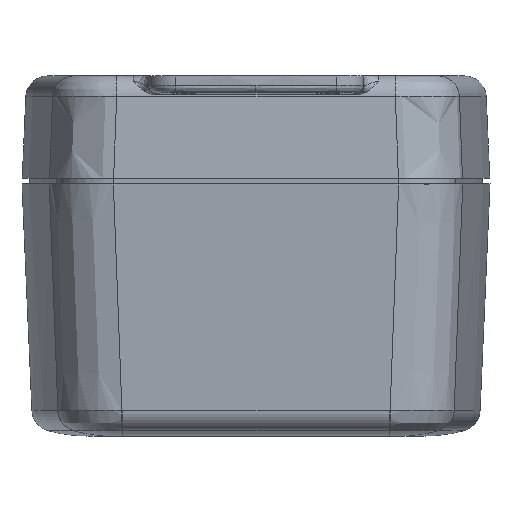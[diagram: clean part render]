
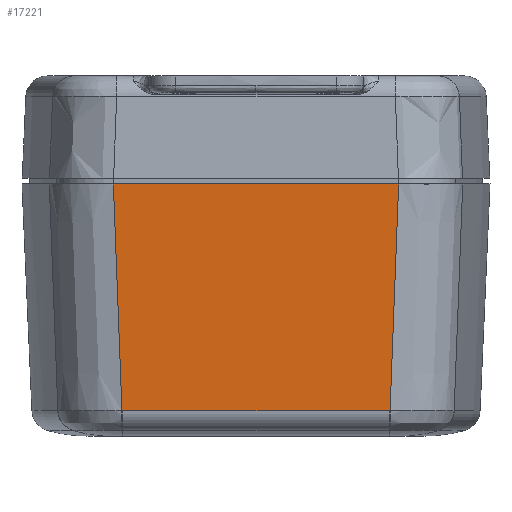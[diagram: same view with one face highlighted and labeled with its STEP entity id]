
A CAD part, left-side view. The second image highlights one B-rep face of the part: STEP entity #17221.
In plain terms, the highlighted face is planar.
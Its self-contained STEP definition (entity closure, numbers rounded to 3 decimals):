
#1064 = CARTESIAN_POINT ( 'NONE',  ( 59.248, 19.159, -17.785 ) ) ;
#1314 = CARTESIAN_POINT ( 'NONE',  ( 58.833, 18.799, -8.275 ) ) ;
#1335 = DIRECTION ( 'NONE',  ( 0.044, 0., -0.999 ) ) ;
#3700 = EDGE_CURVE ( 'NONE', #4579, #10170, #36207, .T. ) ;
#4579 = VERTEX_POINT ( 'NONE', #21436 ) ;
#5209 = CARTESIAN_POINT ( 'NONE',  ( 58.833, -18.799, -8.275 ) ) ;
#5517 = VERTEX_POINT ( 'NONE', #37961 ) ;
#5711 = CARTESIAN_POINT ( 'NONE',  ( 59.041, -18.979, -13.03 ) ) ;
#6589 = CARTESIAN_POINT ( 'NONE',  ( 58.626, 18.574, -3.519 ) ) ;
#6869 = CARTESIAN_POINT ( 'NONE',  ( 58.626, -18.485, -3.519 ) ) ;
#6971 = CARTESIAN_POINT ( 'NONE',  ( 58.626, 18.619, -3.52 ) ) ;
#8577 = VERTEX_POINT ( 'NONE', #26350 ) ;
#8894 = B_SPLINE_CURVE_WITH_KNOTS ( 'NONE', 3,
 ( #13797, #5209, #5711, #14294, #37556, #20098, #28909 ),
 .UNSPECIFIED., .F., .F.,
 ( 4, 3, 4 ),
 ( 0.004, 0.018, 0.035 ),
 .UNSPECIFIED. ) ;
#8945 = EDGE_CURVE ( 'NONE', #10214, #8577, #37739, .T. ) ;
#9457 = CARTESIAN_POINT ( 'NONE',  ( 58.626, 18.485, -3.519 ) ) ;
#9572 = CARTESIAN_POINT ( 'NONE',  ( 58.626, 27.5, -3.519 ) ) ;
#9906 = CARTESIAN_POINT ( 'NONE',  ( 60., 19.809, -35. ) ) ;
#10170 = VERTEX_POINT ( 'NONE', #27230 ) ;
#10214 = VERTEX_POINT ( 'NONE', #6869 ) ;
#11545 = EDGE_CURVE ( 'NONE', #34394, #10214, #29672, .T. ) ;
#12108 = CARTESIAN_POINT ( 'NONE',  ( 58.626, 18.485, -3.519 ) ) ;
#13284 = AXIS2_PLACEMENT_3D ( 'NONE', #36650, #31222, #1335 ) ;
#13797 = CARTESIAN_POINT ( 'NONE',  ( 58.626, -18.619, -3.52 ) ) ;
#14108 = ORIENTED_EDGE ( 'NONE', *, *, #8945, .T. ) ;
#14294 = CARTESIAN_POINT ( 'NONE',  ( 59.248, -19.159, -17.785 ) ) ;
#14908 = B_SPLINE_CURVE_WITH_KNOTS ( 'NONE', 3,
 ( #15570, #6589, #32759, #12108 ),
 .UNSPECIFIED., .F., .F.,
 ( 4, 4 ),
 ( 0., 0. ),
 .UNSPECIFIED. ) ;
#15093 = DIRECTION ( 'NONE',  ( 0., -1., 0. ) ) ;
#15570 = CARTESIAN_POINT ( 'NONE',  ( 58.626, 18.619, -3.52 ) ) ;
#17221 = ADVANCED_FACE ( 'NONE', ( #22450 ), #31093, .T. ) ;
#18425 = ORIENTED_EDGE ( 'NONE', *, *, #3700, .T. ) ;
#18914 = CARTESIAN_POINT ( 'NONE',  ( 59.749, 19.592, -29.262 ) ) ;
#19789 = VECTOR ( 'NONE', #22518, 1000. ) ;
#20098 = CARTESIAN_POINT ( 'NONE',  ( 59.749, -19.592, -29.262 ) ) ;
#20790 = EDGE_LOOP ( 'NONE', ( #27263, #14108, #24180, #36092, #18425, #35506 ) ) ;
#21436 = CARTESIAN_POINT ( 'NONE',  ( 60., 19.809, -35. ) ) ;
#22450 = FACE_OUTER_BOUND ( 'NONE', #20790, .T. ) ;
#22518 = DIRECTION ( 'NONE',  ( 0., 1., 0. ) ) ;
#22827 = CARTESIAN_POINT ( 'NONE',  ( 58.626, -18.53, -3.519 ) ) ;
#23209 = CARTESIAN_POINT ( 'NONE',  ( 58.626, -18.485, -3.519 ) ) ;
#24180 = ORIENTED_EDGE ( 'NONE', *, *, #25408, .T. ) ;
#25408 = EDGE_CURVE ( 'NONE', #8577, #5517, #8894, .T. ) ;
#25547 = CARTESIAN_POINT ( 'NONE',  ( 58.626, -18.574, -3.519 ) ) ;
#26350 = CARTESIAN_POINT ( 'NONE',  ( 58.626, -18.619, -3.52 ) ) ;
#27230 = CARTESIAN_POINT ( 'NONE',  ( 58.626, 18.619, -3.52 ) ) ;
#27263 = ORIENTED_EDGE ( 'NONE', *, *, #11545, .T. ) ;
#28592 = LINE ( 'NONE', #31187, #19789 ) ;
#28909 = CARTESIAN_POINT ( 'NONE',  ( 60., -19.809, -35. ) ) ;
#29672 = LINE ( 'NONE', #9572, #30614 ) ;
#30614 = VECTOR ( 'NONE', #15093, 1000. ) ;
#31093 = PLANE ( 'NONE',  #13284 ) ;
#31187 = CARTESIAN_POINT ( 'NONE',  ( 60., 27.5, -35. ) ) ;
#31222 = DIRECTION ( 'NONE',  ( 0.999, 0., 0.044 ) ) ;
#32759 = CARTESIAN_POINT ( 'NONE',  ( 58.626, 18.53, -3.519 ) ) ;
#34394 = VERTEX_POINT ( 'NONE', #9457 ) ;
#34826 = CARTESIAN_POINT ( 'NONE',  ( 58.626, -18.619, -3.52 ) ) ;
#35506 = ORIENTED_EDGE ( 'NONE', *, *, #35579, .T. ) ;
#35579 = EDGE_CURVE ( 'NONE', #10170, #34394, #14908, .T. ) ;
#36092 = ORIENTED_EDGE ( 'NONE', *, *, #37736, .T. ) ;
#36112 = CARTESIAN_POINT ( 'NONE',  ( 59.041, 18.979, -13.03 ) ) ;
#36207 = B_SPLINE_CURVE_WITH_KNOTS ( 'NONE', 3,
 ( #9906, #18914, #36489, #1064, #36112, #1314, #6971 ),
 .UNSPECIFIED., .F., .F.,
 ( 4, 3, 4 ),
 ( 0., 0.017, 0.032 ),
 .UNSPECIFIED. ) ;
#36489 = CARTESIAN_POINT ( 'NONE',  ( 59.499, 19.376, -23.523 ) ) ;
#36650 = CARTESIAN_POINT ( 'NONE',  ( 60., 27.5, -35. ) ) ;
#37556 = CARTESIAN_POINT ( 'NONE',  ( 59.499, -19.376, -23.523 ) ) ;
#37736 = EDGE_CURVE ( 'NONE', #5517, #4579, #28592, .T. ) ;
#37739 = B_SPLINE_CURVE_WITH_KNOTS ( 'NONE', 3,
 ( #23209, #22827, #25547, #34826 ),
 .UNSPECIFIED., .F., .F.,
 ( 4, 4 ),
 ( 0., 0. ),
 .UNSPECIFIED. ) ;
#37961 = CARTESIAN_POINT ( 'NONE',  ( 60., -19.809, -35. ) ) ;
